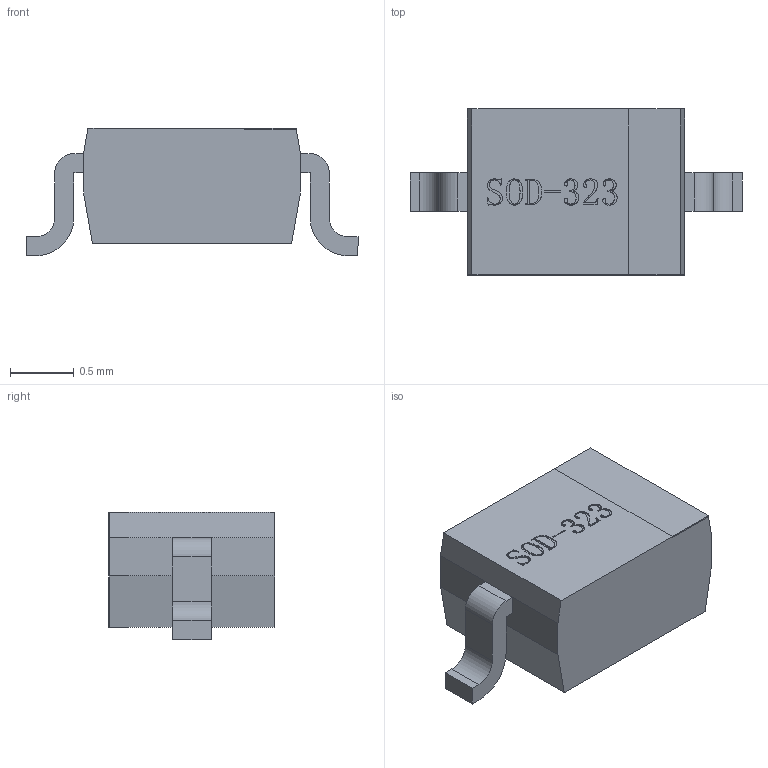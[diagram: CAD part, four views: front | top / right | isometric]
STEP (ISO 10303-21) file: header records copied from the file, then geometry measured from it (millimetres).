
FILE_DESCRIPTION (( 'STEP AP214' ), '1' );
FILE_NAME ('SOD-323.STEP', '2008-07-13T01:27:14', ( 'Chinese User' ), ( 'Chinese ORG' ), 'SwSTEP 2.0', 'SolidWorks 2005204', '' );
FILE_SCHEMA (( 'AUTOMOTIVE_DESIGN' ));
Length unit declared in the file: millimetre
Products named in the file (1): SOD-323
Bounding box: 2.6 x 1.3 x 1 mm (x, y, z)
Volume: 2 mm3; surface area: 12.6 mm2
Topology: 4 solids, 4 shells, 155 faces, 414 edges, 276 vertices
Faces by surface type: bspline 78, plane 71, cylinder 6
Entity records: 11438 total; most frequent: CARTESIAN_POINT 7908, ORIENTED_EDGE 828, DIRECTION 426, EDGE_CURVE 414, VERTEX_POINT 276, VECTOR 246, LINE 246, EDGE_LOOP 164
